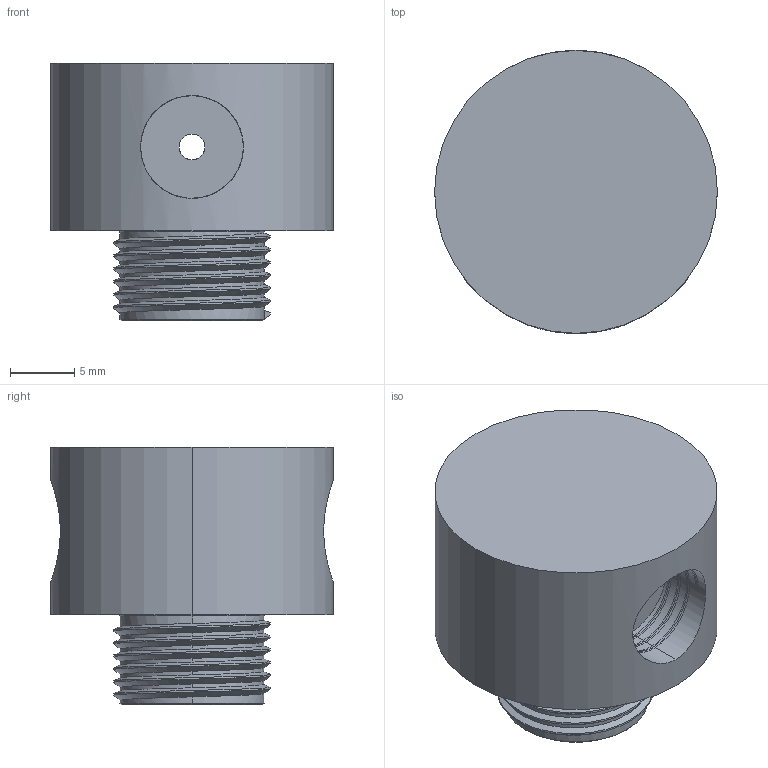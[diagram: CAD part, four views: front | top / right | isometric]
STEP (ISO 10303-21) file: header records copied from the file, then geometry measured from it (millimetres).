
FILE_DESCRIPTION (( 'STEP AP203' ), '1' );
FILE_NAME ('Base.STEP', '2023-01-05T13:30:25', ( '' ), ( '' ), 'SwSTEP 2.0', 'SolidWorks 2020', '' );
FILE_SCHEMA (( 'CONFIG_CONTROL_DESIGN' ));
Length unit declared in the file: millimetre
Products named in the file (1): Base
Bounding box: 22 x 22 x 20 mm (x, y, z)
Volume: 4815.8 mm3; surface area: 2713.6 mm2
Topology: 1 solids, 1 shells, 84 faces, 219 edges, 141 vertices
Faces by surface type: cylinder 54, plane 13, bspline 11, cone 4, torus 2
Entity records: 5509 total; most frequent: CARTESIAN_POINT 3676, ORIENTED_EDGE 438, DIRECTION 296, EDGE_CURVE 219, VERTEX_POINT 141, AXIS2_PLACEMENT_3D 107, EDGE_LOOP 92, FACE_OUTER_BOUND 84
